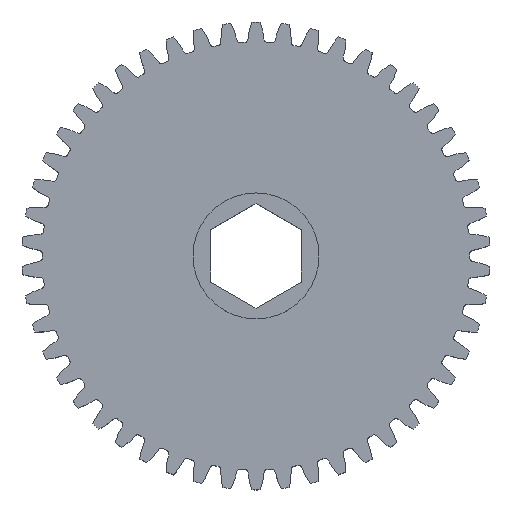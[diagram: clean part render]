
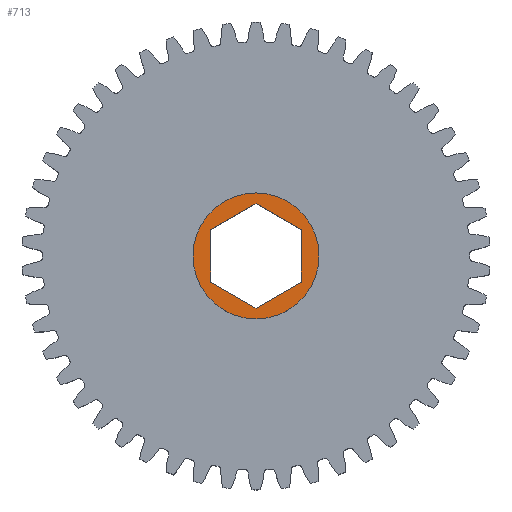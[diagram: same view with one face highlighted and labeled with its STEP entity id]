
A CAD part, top view. The second image highlights one B-rep face of the part: STEP entity #713.
In plain terms, the highlighted planar face has unit normal (0, 0, 1).
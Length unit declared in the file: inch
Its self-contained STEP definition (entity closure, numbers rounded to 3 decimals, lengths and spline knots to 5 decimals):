
#83 = ORIENTED_EDGE ( 'NONE', *, *, #8285, .T. ) ;
#713 = ADVANCED_FACE ( 'NONE', ( #10395, #10839 ), #1500, .T. ) ;
#730 = CARTESIAN_POINT ( 'NONE',  ( 0.2515, 0.1452, 0.249 ) ) ;
#1093 = CARTESIAN_POINT ( 'NONE',  ( 0.2515, -0.1452, 0.249 ) ) ;
#1163 = CARTESIAN_POINT ( 'NONE',  ( 0., 0., 0.249 ) ) ;
#1217 = DIRECTION ( 'NONE',  ( 1., 0., 0. ) ) ;
#1228 = DIRECTION ( 'NONE',  ( 0., 0., 1. ) ) ;
#1262 = VECTOR ( 'NONE', #16274, 39.37008 ) ;
#1401 = CARTESIAN_POINT ( 'NONE',  ( 0., 0., 0.249 ) ) ;
#1423 = EDGE_CURVE ( 'NONE', #7830, #17698, #8251, .T. ) ;
#1441 = AXIS2_PLACEMENT_3D ( 'NONE', #1163, #11160, #2614 ) ;
#1500 = PLANE ( 'NONE',  #2255 ) ;
#1624 = CARTESIAN_POINT ( 'NONE',  ( 0., 0.29041, 0.249 ) ) ;
#1662 = ORIENTED_EDGE ( 'NONE', *, *, #9866, .T. ) ;
#1954 = VERTEX_POINT ( 'NONE', #2188 ) ;
#2097 = VECTOR ( 'NONE', #12153, 39.37008 ) ;
#2188 = CARTESIAN_POINT ( 'NONE',  ( 0., -0.29041, 0.249 ) ) ;
#2255 = AXIS2_PLACEMENT_3D ( 'NONE', #1401, #1228, #1217 ) ;
#2614 = DIRECTION ( 'NONE',  ( 1., 0., 0. ) ) ;
#2786 = LINE ( 'NONE', #8448, #9986 ) ;
#3399 = EDGE_CURVE ( 'NONE', #8422, #8468, #7121, .T. ) ;
#4005 = DIRECTION ( 'NONE',  ( -0.866, -0.5, 0. ) ) ;
#4043 = EDGE_CURVE ( 'NONE', #1954, #7230, #2786, .T. ) ;
#4050 = CARTESIAN_POINT ( 'NONE',  ( -0.2515, -0.1452, 0.249 ) ) ;
#5671 = EDGE_CURVE ( 'NONE', #6040, #7830, #16527, .T. ) ;
#6040 = VERTEX_POINT ( 'NONE', #10458 ) ;
#6222 = LINE ( 'NONE', #1093, #13713 ) ;
#6376 = VERTEX_POINT ( 'NONE', #13348 ) ;
#6408 = LINE ( 'NONE', #730, #2097 ) ;
#6523 = DIRECTION ( 'NONE',  ( 0., 0., 1. ) ) ;
#7121 = CIRCLE ( 'NONE', #15191, 0.35 ) ;
#7230 = VERTEX_POINT ( 'NONE', #4050 ) ;
#7830 = VERTEX_POINT ( 'NONE', #12586 ) ;
#8251 = LINE ( 'NONE', #1624, #8684 ) ;
#8285 = EDGE_CURVE ( 'NONE', #6376, #1954, #6222, .T. ) ;
#8352 = EDGE_CURVE ( 'NONE', #8468, #8422, #17796, .T. ) ;
#8422 = VERTEX_POINT ( 'NONE', #13943 ) ;
#8448 = CARTESIAN_POINT ( 'NONE',  ( 0., -0.29041, 0.249 ) ) ;
#8468 = VERTEX_POINT ( 'NONE', #14603 ) ;
#8684 = VECTOR ( 'NONE', #8839, 39.37008 ) ;
#8839 = DIRECTION ( 'NONE',  ( 0.866, -0.5, 0. ) ) ;
#8987 = ORIENTED_EDGE ( 'NONE', *, *, #5671, .T. ) ;
#9165 = VECTOR ( 'NONE', #18029, 39.37008 ) ;
#9325 = EDGE_LOOP ( 'NONE', ( #1662, #8987, #16979, #13595, #83, #11543 ) ) ;
#9866 = EDGE_CURVE ( 'NONE', #7230, #6040, #16240, .T. ) ;
#9986 = VECTOR ( 'NONE', #16707, 39.37008 ) ;
#10395 = FACE_BOUND ( 'NONE', #9325, .T. ) ;
#10458 = CARTESIAN_POINT ( 'NONE',  ( -0.2515, 0.1452, 0.249 ) ) ;
#10816 = CARTESIAN_POINT ( 'NONE',  ( 0.2515, 0.1452, 0.249 ) ) ;
#10839 = FACE_OUTER_BOUND ( 'NONE', #12085, .T. ) ;
#11160 = DIRECTION ( 'NONE',  ( 0., 0., 1. ) ) ;
#11543 = ORIENTED_EDGE ( 'NONE', *, *, #4043, .T. ) ;
#12085 = EDGE_LOOP ( 'NONE', ( #14100, #13051 ) ) ;
#12153 = DIRECTION ( 'NONE',  ( 0., -1., 0. ) ) ;
#12323 = EDGE_CURVE ( 'NONE', #17698, #6376, #6408, .T. ) ;
#12586 = CARTESIAN_POINT ( 'NONE',  ( 0., 0.29041, 0.249 ) ) ;
#13051 = ORIENTED_EDGE ( 'NONE', *, *, #3399, .T. ) ;
#13348 = CARTESIAN_POINT ( 'NONE',  ( 0.2515, -0.1452, 0.249 ) ) ;
#13595 = ORIENTED_EDGE ( 'NONE', *, *, #12323, .T. ) ;
#13713 = VECTOR ( 'NONE', #4005, 39.37008 ) ;
#13943 = CARTESIAN_POINT ( 'NONE',  ( 0.35, 0., 0.249 ) ) ;
#14100 = ORIENTED_EDGE ( 'NONE', *, *, #8352, .T. ) ;
#14603 = CARTESIAN_POINT ( 'NONE',  ( -0.35, 0., 0.249 ) ) ;
#14879 = CARTESIAN_POINT ( 'NONE',  ( 0., 0., 0.249 ) ) ;
#15191 = AXIS2_PLACEMENT_3D ( 'NONE', #14879, #6523, #16261 ) ;
#16240 = LINE ( 'NONE', #17593, #1262 ) ;
#16261 = DIRECTION ( 'NONE',  ( 1., 0., 0. ) ) ;
#16274 = DIRECTION ( 'NONE',  ( 0., 1., 0. ) ) ;
#16527 = LINE ( 'NONE', #16644, #9165 ) ;
#16644 = CARTESIAN_POINT ( 'NONE',  ( -0.2515, 0.1452, 0.249 ) ) ;
#16707 = DIRECTION ( 'NONE',  ( -0.866, 0.5, 0. ) ) ;
#16979 = ORIENTED_EDGE ( 'NONE', *, *, #1423, .T. ) ;
#17593 = CARTESIAN_POINT ( 'NONE',  ( -0.2515, -0.1452, 0.249 ) ) ;
#17698 = VERTEX_POINT ( 'NONE', #10816 ) ;
#17796 = CIRCLE ( 'NONE', #1441, 0.35 ) ;
#18029 = DIRECTION ( 'NONE',  ( 0.866, 0.5, 0. ) ) ;
